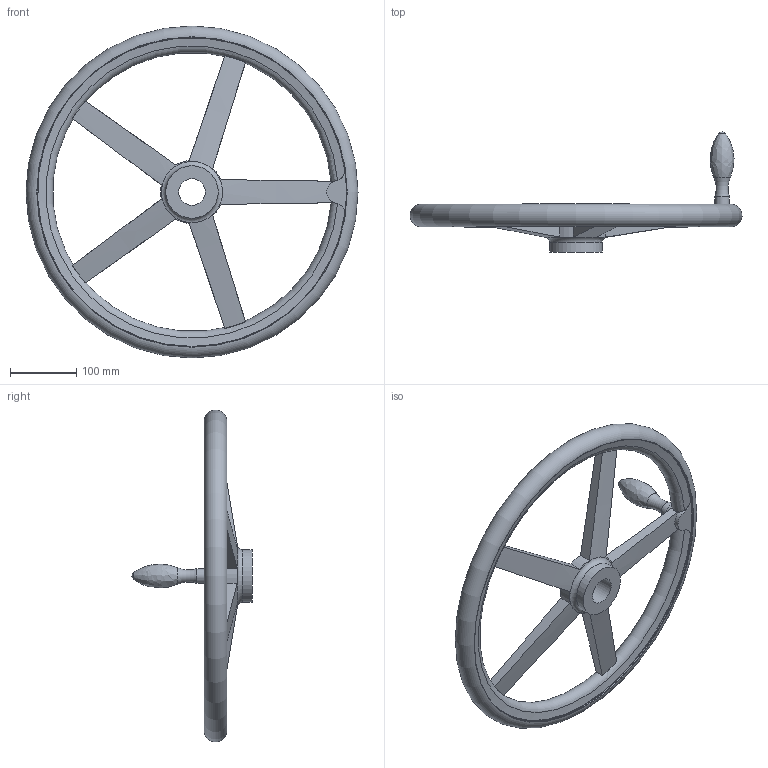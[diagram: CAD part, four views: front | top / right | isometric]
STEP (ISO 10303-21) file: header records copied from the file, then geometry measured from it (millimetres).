
FILE_DESCRIPTION( ( 'STEP AP214' ), '1' );
FILE_NAME( 'K0671.4500X40.stp', '2020-12-09T11:02:38', ( '' ), ( '' ), ' ', 'PARTsolutions', ' ' );
FILE_SCHEMA( ( 'AUTOMOTIVE_DESIGN { 1 0 10303 214 1 1 1 1 }' ) );
Length unit declared in the file: millimetre
Products named in the file (1): _K0671.4500X40
Bounding box: 499.91 x 180.94 x 499.91 mm (x, y, z)
Volume: 2140013.4 mm3; surface area: 288993.8 mm2
Topology: 1 solids, 1 shells, 58 faces, 174 edges, 112 vertices
Faces by surface type: torus 21, cylinder 17, plane 14, cone 4, bspline 1, sphere 1
Full cylindrical faces by diameter (mm): 22 x1, 40 x1, 79 x2, 466 x2
Entity records: 2871 total; most frequent: CARTESIAN_POINT 1002, ORIENTED_EDGE 300, DIRECTION 258, EDGE_CURVE 150, AXIS2_PLACEMENT_3D 122, VERTEX_POINT 108, EDGE_LOOP 82, FACE_OUTER_BOUND 73
